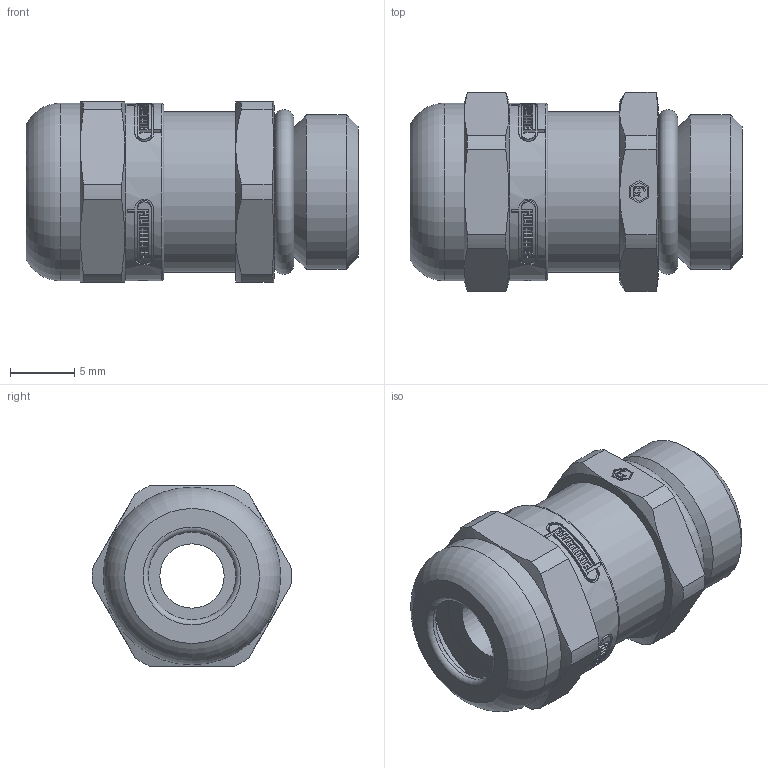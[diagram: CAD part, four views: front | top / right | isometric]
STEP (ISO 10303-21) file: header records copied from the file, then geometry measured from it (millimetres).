
FILE_DESCRIPTION(/* description */ ('HSK-M-Ex Metr.-HSK-Ex-e Standard Cable Glands'),/* implementation_level */ '2;1');
FILE_NAME(/* name */ '1610120051.stp',/* time_stamp */ '2021-10-13T14:15:19+02:00',/* author */ ('sl'),/* organization */ ('HUMMEL'),/* preprocessor_version */ 'ST-DEVELOPER v16.5',/* originating_system */ 'Autodesk Inventor 2017',/* authorisation */ '');
FILE_SCHEMA (('AUTOMOTIVE_DESIGN { 1 0 10303 214 3 1 1 }'));
Length unit declared in the file: millimetre
Products named in the file (6): HSK-M-Ex 1.610.1200.51(1); HSK-M-Ex 1.610.1200.51-Nut; HSK-M-Ex 1.610.1200.51(1)-Gland; HSK-M-Ex 1.610.1200.51-Clamping Insert; HSK-M-Ex 1.610.1200.51(1)-Sealing insert; HSK-M-Ex 1.610.1200.51(1)-O-Ring
Assembly tree (5 placements, depth 2):
  HSK-M-Ex 1.610.1200.51(1)
    HSK-M-Ex 1.610.1200.51-Nut
    HSK-M-Ex 1.610.1200.51(1)-Gland
    HSK-M-Ex 1.610.1200.51-Clamping Insert
    HSK-M-Ex 1.610.1200.51(1)-Sealing insert
    HSK-M-Ex 1.610.1200.51(1)-O-Ring
Bounding box: 25.8 x 15.5 x 14 mm (x, y, z)
Volume: 2534.6 mm3; surface area: 4163 mm2
Topology: 5 solids, 9 shells, 471 faces, 1225 edges, 809 vertices
Faces by surface type: plane 360, cylinder 84, cone 21, torus 6
Full cylindrical faces by diameter (mm): 5 x1, 6.7 x1, 6.8 x1, 8.1 x2, 8.4 x2, 8.8 x2, 10 x3, 10.5 x2, 11.28 x1, 11.4 x1, 11.89 x2, 12 x1, 12.5 x1, 13.8 x2
Entity records: 14919 total; most frequent: CARTESIAN_POINT 3128, DIRECTION 2491, ORIENTED_EDGE 2364, EDGE_CURVE 1182, AXIS2_PLACEMENT_3D 893, VERTEX_POINT 804, LINE 705, VECTOR 705
